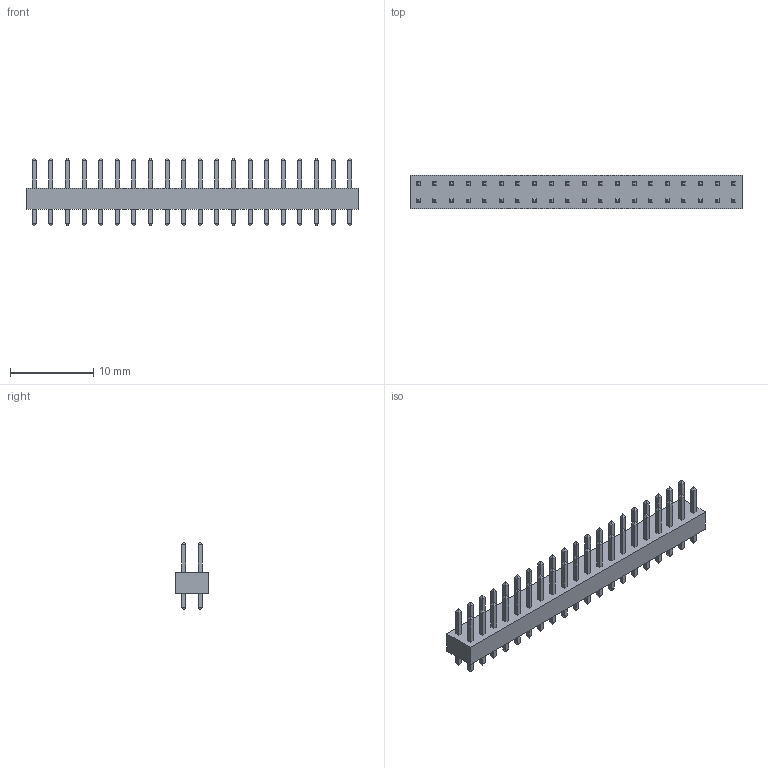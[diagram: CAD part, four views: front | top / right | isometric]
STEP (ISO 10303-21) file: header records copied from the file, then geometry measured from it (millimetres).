
FILE_DESCRIPTION (( 'STEP AP214' ), '1' );
FILE_NAME ( 'HDRV40W50P200_20X2_4000X400H615.STEP', '2022-06-19T11:52:37', ( '' ), ( '' ), '', '©2017 PCB Libraries, Inc.', '' );
FILE_SCHEMA (( 'AUTOMOTIVE_DESIGN' ));
Length unit declared in the file: millimetre
Products named in the file (1): HDRV40W50P200_20X2_4000X400H615
Bounding box: 40 x 4 x 8.15 mm (x, y, z)
Volume: 459.3 mm3; surface area: 1002.4 mm2
Topology: 81 solids, 81 shells, 806 faces, 1612 edges, 968 vertices
Faces by surface type: plane 806
Entity records: 22547 total; most frequent: CARTESIAN_POINT 3387, DIRECTION 3226, ORIENTED_EDGE 3224, VECTOR 1612, LINE 1612, EDGE_CURVE 1612, VERTEX_POINT 968, STYLED_ITEM 888
